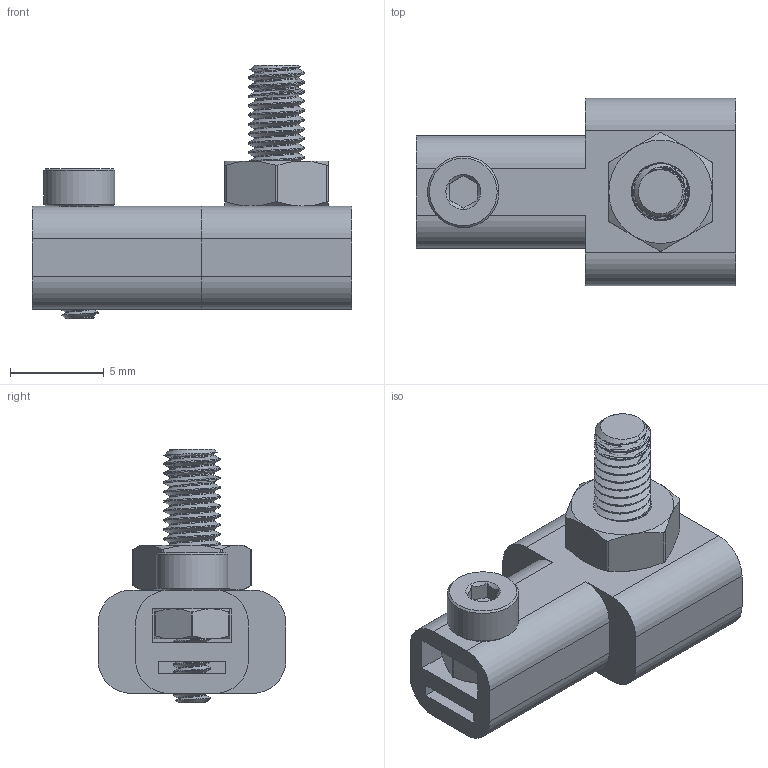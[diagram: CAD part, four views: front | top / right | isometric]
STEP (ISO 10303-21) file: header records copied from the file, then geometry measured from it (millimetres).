
FILE_DESCRIPTION(/* description */ (''),/* implementation_level */ '2;1');
FILE_NAME(/* name */ 'Contact.step',/* time_stamp */ '2023-09-28T00:21:08+02:00',/* author */ (''),/* organization */ (''),/* preprocessor_version */ 'ST-DEVELOPER v20',/* originating_system */ 'Autodesk Translation Framework v12.14.0.127',/* authorisation */ '');
FILE_SCHEMA (('AUTOMOTIVE_DESIGN { 1 0 10303 214 3 1 1 }'));
Length unit declared in the file: millimetre
Products named in the file (5): Contact; 91828A111_18-8 Stainless Steel Hex Nut; 91290A115_Alloy Steel Socket Head Screw; 90592A085_Steel Hex Nut; 91290A013_Alloy Steel Socket Head Screw
Assembly tree (4 placements, depth 2):
  Contact
    91828A111_18-8 Stainless Steel Hex Nut
    91290A115_Alloy Steel Socket Head Screw
    90592A085_Steel Hex Nut
    91290A013_Alloy Steel Socket Head Screw
Bounding box: 17 x 10 x 13.5 mm (x, y, z)
Volume: 747.1 mm3; surface area: 1206.4 mm2
Topology: 5 solids, 5 shells, 222 faces, 579 edges, 374 vertices
Faces by surface type: cylinder 113, plane 58, cone 40, bspline 9, torus 2
Full cylindrical faces by diameter (mm): 1.48 x16, 2 x16, 2.2 x3, 2.35 x19, 3 x21, 3.2 x1, 3.8 x1, 5.5 x1, 5.9 x1
Entity records: 13611 total; most frequent: CARTESIAN_POINT 8619, ORIENTED_EDGE 1158, DIRECTION 843, EDGE_CURVE 579, VERTEX_POINT 374, AXIS2_PLACEMENT_3D 318, EDGE_LOOP 241, FACE_OUTER_BOUND 222
